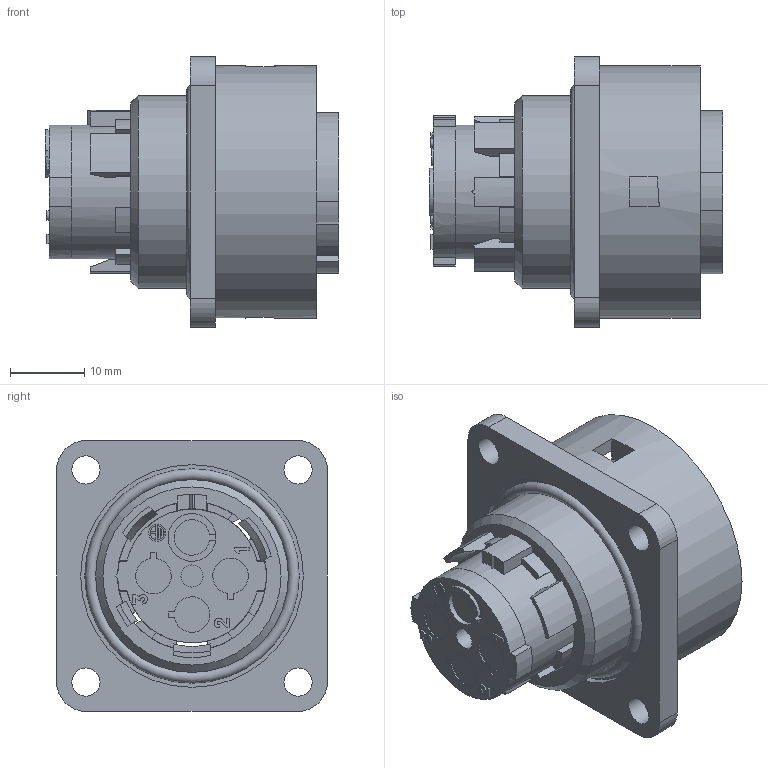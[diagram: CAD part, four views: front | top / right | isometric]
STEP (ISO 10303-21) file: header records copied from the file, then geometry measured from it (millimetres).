
FILE_DESCRIPTION(/* description */ (''),/* implementation_level */ '2;1');
FILE_NAME(/* name */ 'C016_10G003_000_1.stp',/* time_stamp */ '2015-01-12T10:31:10+01:00',/* author */ (''),/* organization */ (''),/* preprocessor_version */ 'ST-DEVELOPER v11',/* originating_system */ 'SIEMENS PLM Software NX 7.5',/* authorisation */ '');
FILE_SCHEMA (('CONFIG_CONTROL_DESIGN'));
Length unit declared in the file: millimetre
Products named in the file (1): C016 10G003 000 1_3d customer_01
Bounding box: 39.5 x 36.5 x 36.5 mm (x, y, z)
Volume: 18272.5 mm3; surface area: 13662 mm2
Topology: 1 solids, 2 shells, 412 faces, 1072 edges, 688 vertices
Faces by surface type: plane 265, cylinder 102, bspline 23, extrusion 10, cone 9, torus 3
Full cylindrical faces by diameter (mm): 1.89 x2, 2.34 x2, 3 x1, 3.8 x4, 4 x1, 18 x1, 22 x2, 26 x2, 30 x1, 30.2 x1, 34 x1
Entity records: 13190 total; most frequent: CARTESIAN_POINT 3140, ORIENTED_EDGE 2082, DIRECTION 2029, EDGE_CURVE 1041, VECTOR 693, LINE 683, VERTEX_POINT 681, AXIS2_PLACEMENT_3D 668
